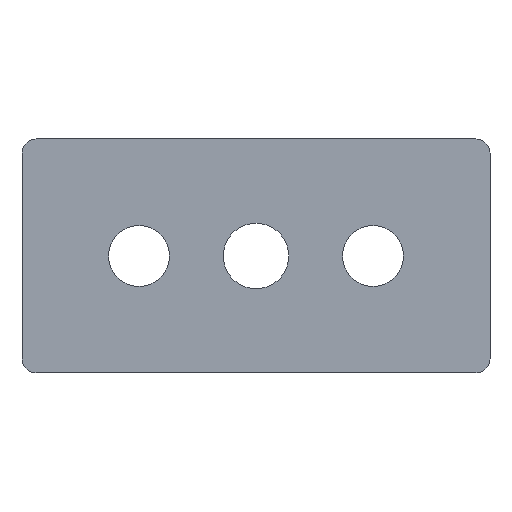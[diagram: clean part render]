
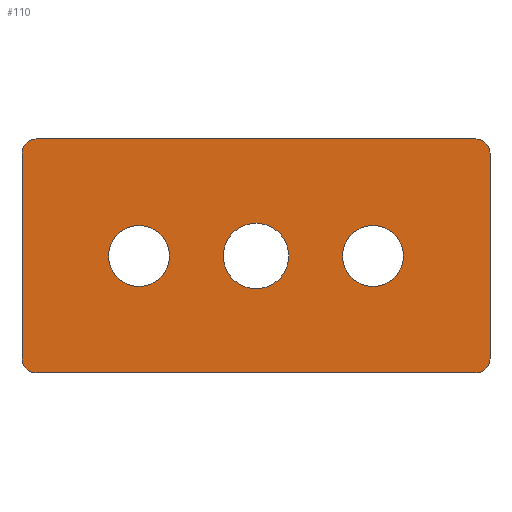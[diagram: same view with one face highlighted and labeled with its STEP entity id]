
A CAD part, front view. The second image highlights one B-rep face of the part: STEP entity #110.
In plain terms, the highlighted planar face has unit normal (0, -1, 0).
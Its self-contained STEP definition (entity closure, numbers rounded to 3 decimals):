
#3 = CARTESIAN_POINT ( 'NONE',  ( -50., 0., -25. ) ) ;
#4 = DIRECTION ( 'NONE',  ( -1., 0., 0. ) ) ;
#6 = CARTESIAN_POINT ( 'NONE',  ( 0., 0., -7. ) ) ;
#8 = CARTESIAN_POINT ( 'NONE',  ( 25., 0., -6.5 ) ) ;
#38 = VERTEX_POINT ( 'NONE', #6 ) ;
#46 = VERTEX_POINT ( 'NONE', #156 ) ;
#52 = CIRCLE ( 'NONE', #126, 6.5 ) ;
#53 = CIRCLE ( 'NONE', #125, 6.5 ) ;
#54 = CIRCLE ( 'NONE', #132, 3. ) ;
#55 = CIRCLE ( 'NONE', #131, 3. ) ;
#56 = CIRCLE ( 'NONE', #124, 7. ) ;
#60 = CIRCLE ( 'NONE', #133, 3. ) ;
#61 = CIRCLE ( 'NONE', #134, 3. ) ;
#65 = VECTOR ( 'NONE', #474, 1000. ) ;
#69 = LINE ( 'NONE', #473, #65 ) ;
#72 = VECTOR ( 'NONE', #469, 1000. ) ;
#75 = LINE ( 'NONE', #468, #72 ) ;
#79 = VECTOR ( 'NONE', #4, 1000. ) ;
#80 = VERTEX_POINT ( 'NONE', #8 ) ;
#82 = LINE ( 'NONE', #3, #79 ) ;
#110 = ADVANCED_FACE ( 'NONE', ( #251, #246, #249, #247 ), #514, .T. ) ;
#121 = AXIS2_PLACEMENT_3D ( 'NONE', #509, #511, #517 ) ;
#124 = AXIS2_PLACEMENT_3D ( 'NONE', #487, #488, #489 ) ;
#125 = AXIS2_PLACEMENT_3D ( 'NONE', #214, #215, #216 ) ;
#126 = AXIS2_PLACEMENT_3D ( 'NONE', #218, #219, #220 ) ;
#131 = AXIS2_PLACEMENT_3D ( 'NONE', #227, #228, #229 ) ;
#132 = AXIS2_PLACEMENT_3D ( 'NONE', #230, #231, #232 ) ;
#133 = AXIS2_PLACEMENT_3D ( 'NONE', #233, #234, #235 ) ;
#134 = AXIS2_PLACEMENT_3D ( 'NONE', #236, #237, #238 ) ;
#156 = CARTESIAN_POINT ( 'NONE',  ( -25., 0., -6.5 ) ) ;
#173 = EDGE_LOOP ( 'NONE', ( #397 ) ) ;
#177 = EDGE_LOOP ( 'NONE', ( #362 ) ) ;
#181 = VERTEX_POINT ( 'NONE', #522 ) ;
#185 = VERTEX_POINT ( 'NONE', #518 ) ;
#186 = VERTEX_POINT ( 'NONE', #523 ) ;
#187 = VERTEX_POINT ( 'NONE', #519 ) ;
#189 = EDGE_LOOP ( 'NONE', ( #400 ) ) ;
#214 = CARTESIAN_POINT ( 'NONE',  ( -25., 0., 0. ) ) ;
#215 = DIRECTION ( 'NONE',  ( 0., -1., 0. ) ) ;
#216 = DIRECTION ( 'NONE',  ( 0., 0., -1. ) ) ;
#218 = CARTESIAN_POINT ( 'NONE',  ( 25., 0., 0. ) ) ;
#219 = DIRECTION ( 'NONE',  ( 0., -1., 0. ) ) ;
#220 = DIRECTION ( 'NONE',  ( 0., 0., -1. ) ) ;
#226 = CARTESIAN_POINT ( 'NONE',  ( -50., 0., -22. ) ) ;
#227 = CARTESIAN_POINT ( 'NONE',  ( -47., 0., -22. ) ) ;
#228 = DIRECTION ( 'NONE',  ( 0., -1., 0. ) ) ;
#229 = DIRECTION ( 'NONE',  ( 0., 0., -1. ) ) ;
#230 = CARTESIAN_POINT ( 'NONE',  ( 47., 0., -22. ) ) ;
#231 = DIRECTION ( 'NONE',  ( 0., -1., 0. ) ) ;
#232 = DIRECTION ( 'NONE',  ( 0., 0., -1. ) ) ;
#233 = CARTESIAN_POINT ( 'NONE',  ( 47., 0., 22. ) ) ;
#234 = DIRECTION ( 'NONE',  ( 0., -1., 0. ) ) ;
#235 = DIRECTION ( 'NONE',  ( 0., 0., -1. ) ) ;
#236 = CARTESIAN_POINT ( 'NONE',  ( -47., 0., 22. ) ) ;
#237 = DIRECTION ( 'NONE',  ( 0., -1., 0. ) ) ;
#238 = DIRECTION ( 'NONE',  ( 0., 0., -1. ) ) ;
#241 = VECTOR ( 'NONE', #537, 1000. ) ;
#246 = FACE_BOUND ( 'NONE', #173, .T. ) ;
#247 = FACE_OUTER_BOUND ( 'NONE', #386, .T. ) ;
#249 = FACE_BOUND ( 'NONE', #189, .T. ) ;
#251 = FACE_BOUND ( 'NONE', #177, .T. ) ;
#275 = LINE ( 'NONE', #531, #241 ) ;
#290 = VERTEX_POINT ( 'NONE', #525 ) ;
#297 = VERTEX_POINT ( 'NONE', #527 ) ;
#298 = VERTEX_POINT ( 'NONE', #530 ) ;
#301 = EDGE_CURVE ( 'NONE', #186, #297, #275, .T. ) ;
#305 = EDGE_CURVE ( 'NONE', #181, #187, #75, .T. ) ;
#308 = EDGE_CURVE ( 'NONE', #380, #185, #69, .T. ) ;
#313 = EDGE_CURVE ( 'NONE', #38, #38, #56, .T. ) ;
#314 = EDGE_CURVE ( 'NONE', #46, #46, #53, .T. ) ;
#315 = EDGE_CURVE ( 'NONE', #80, #80, #52, .T. ) ;
#346 = ORIENTED_EDGE ( 'NONE', *, *, #440, .T. ) ;
#347 = ORIENTED_EDGE ( 'NONE', *, *, #308, .F. ) ;
#348 = ORIENTED_EDGE ( 'NONE', *, *, #437, .T. ) ;
#352 = ORIENTED_EDGE ( 'NONE', *, *, #452, .F. ) ;
#362 = ORIENTED_EDGE ( 'NONE', *, *, #313, .F. ) ;
#367 = ORIENTED_EDGE ( 'NONE', *, *, #301, .F. ) ;
#380 = VERTEX_POINT ( 'NONE', #226 ) ;
#386 = EDGE_LOOP ( 'NONE', ( #347, #348, #352, #401, #367, #405, #403, #346 ) ) ;
#397 = ORIENTED_EDGE ( 'NONE', *, *, #314, .F. ) ;
#400 = ORIENTED_EDGE ( 'NONE', *, *, #315, .F. ) ;
#401 = ORIENTED_EDGE ( 'NONE', *, *, #438, .T. ) ;
#403 = ORIENTED_EDGE ( 'NONE', *, *, #305, .F. ) ;
#405 = ORIENTED_EDGE ( 'NONE', *, *, #439, .T. ) ;
#437 = EDGE_CURVE ( 'NONE', #380, #290, #55, .T. ) ;
#438 = EDGE_CURVE ( 'NONE', #298, #297, #54, .T. ) ;
#439 = EDGE_CURVE ( 'NONE', #186, #187, #60, .T. ) ;
#440 = EDGE_CURVE ( 'NONE', #181, #185, #61, .T. ) ;
#452 = EDGE_CURVE ( 'NONE', #298, #290, #82, .T. ) ;
#468 = CARTESIAN_POINT ( 'NONE',  ( -50., 0., 25. ) ) ;
#469 = DIRECTION ( 'NONE',  ( 1., 0., 0. ) ) ;
#473 = CARTESIAN_POINT ( 'NONE',  ( -50., 0., 25. ) ) ;
#474 = DIRECTION ( 'NONE',  ( 0., 0., 1. ) ) ;
#487 = CARTESIAN_POINT ( 'NONE',  ( 0., 0., 0. ) ) ;
#488 = DIRECTION ( 'NONE',  ( 0., -1., 0. ) ) ;
#489 = DIRECTION ( 'NONE',  ( 0., 0., -1. ) ) ;
#509 = CARTESIAN_POINT ( 'NONE',  ( -50., 0., -25. ) ) ;
#511 = DIRECTION ( 'NONE',  ( 0., -1., 0. ) ) ;
#514 = PLANE ( 'NONE',  #121 ) ;
#517 = DIRECTION ( 'NONE',  ( 0., 0., -1. ) ) ;
#518 = CARTESIAN_POINT ( 'NONE',  ( -50., 0., 22. ) ) ;
#519 = CARTESIAN_POINT ( 'NONE',  ( 47., 0., 25. ) ) ;
#522 = CARTESIAN_POINT ( 'NONE',  ( -47., 0., 25. ) ) ;
#523 = CARTESIAN_POINT ( 'NONE',  ( 50., 0., 22. ) ) ;
#525 = CARTESIAN_POINT ( 'NONE',  ( -47., 0., -25. ) ) ;
#527 = CARTESIAN_POINT ( 'NONE',  ( 50., 0., -22. ) ) ;
#530 = CARTESIAN_POINT ( 'NONE',  ( 47., 0., -25. ) ) ;
#531 = CARTESIAN_POINT ( 'NONE',  ( 50., 0., 25. ) ) ;
#537 = DIRECTION ( 'NONE',  ( 0., 0., -1. ) ) ;
